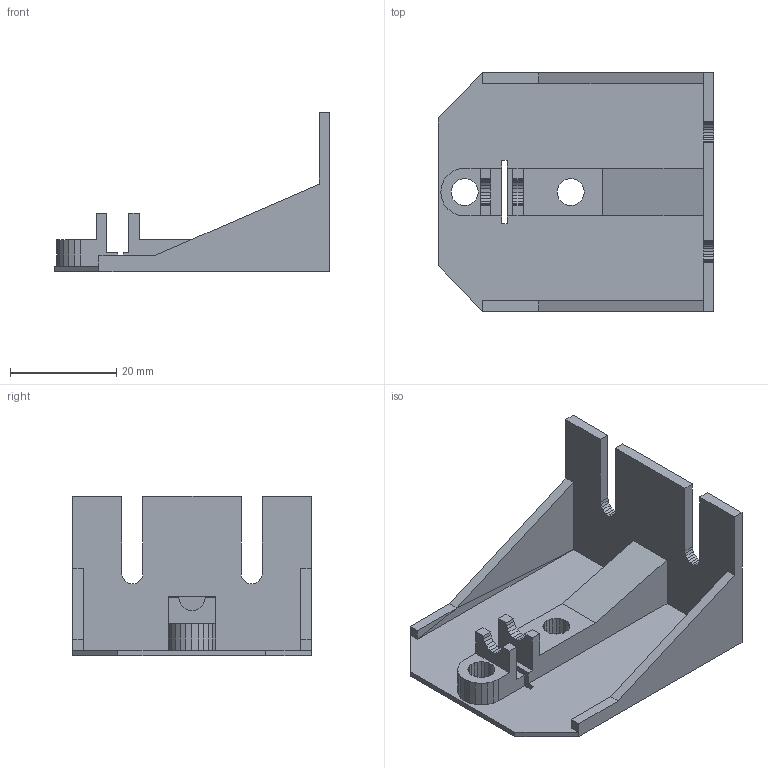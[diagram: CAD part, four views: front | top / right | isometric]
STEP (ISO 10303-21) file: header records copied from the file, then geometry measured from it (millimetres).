
FILE_DESCRIPTION(('FreeCAD Model'),'2;1');
FILE_NAME( 'TEST.step', '2014-10-24T09:48:12',('FreeCAD'),('FreeCAD'), 'Open CASCADE STEP processor 6.6','FreeCAD','Unknown');
FILE_SCHEMA(('AUTOMOTIVE_DESIGN_CC2 { 1 2 10303 214 -1 1 5 4 }'));
Length unit declared in the file: millimetre
Products named in the file (1): Solid
Bounding box: 52 x 45 x 30 mm (x, y, z)
Volume: 8173.3 mm3; surface area: 9339.6 mm2
Topology: 1 solids, 1 shells, 155 faces, 456 edges, 302 vertices
Faces by surface type: plane 155
Entity records: 10996 total; most frequent: CARTESIAN_POINT 1833, DIRECTION 1673, LINE 1361, VECTOR 1361, ORIENTED_EDGE 912, PCURVE 912, DEFINITIONAL_REPRESENTATION 912, EDGE_CURVE 456
